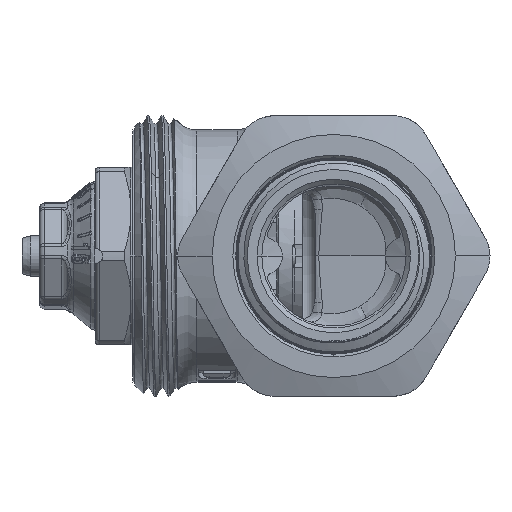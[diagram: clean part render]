
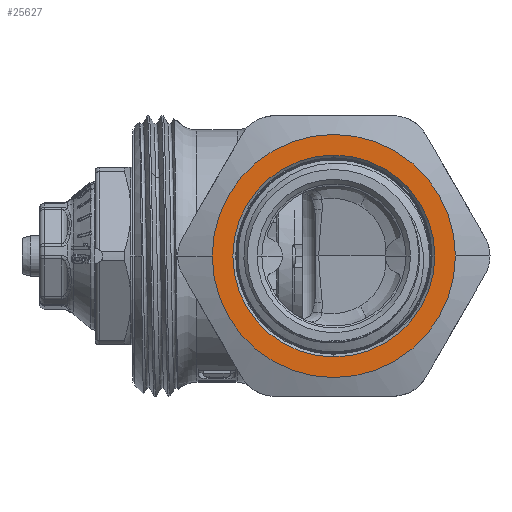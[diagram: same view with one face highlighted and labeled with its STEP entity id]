
A CAD part, left-side view. The second image highlights one B-rep face of the part: STEP entity #25627.
In plain terms, the highlighted planar face has unit normal (-1, 0, 0).
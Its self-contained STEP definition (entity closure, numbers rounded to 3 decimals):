
#4841=CARTESIAN_POINT('',(-35.7,0.,0.));
#4842=DIRECTION('',(-1.,0.,0.));
#4843=DIRECTION('',(0.,0.,-1.));
#4844=AXIS2_PLACEMENT_3D('',#4841,#4842,#4843);
#4859=CARTESIAN_POINT('',(-35.7,0.,0.));
#4860=DIRECTION('',(-1.,0.,0.));
#4861=DIRECTION('',(0.,1.,0.));
#4862=AXIS2_PLACEMENT_3D('',#4859,#4860,#4861);
#4864=CARTESIAN_POINT('',(-35.7,0.,0.));
#4865=DIRECTION('',(-1.,0.,0.));
#4866=DIRECTION('',(0.,-1.,0.));
#4867=AXIS2_PLACEMENT_3D('',#4864,#4865,#4866);
#5347=CARTESIAN_POINT('',(-35.7,0.,0.));
#5348=DIRECTION('',(-1.,0.,0.));
#5349=DIRECTION('',(0.,0.,1.));
#5350=AXIS2_PLACEMENT_3D('',#5347,#5348,#5349);
#20494=CARTESIAN_POINT('',(-35.7,0.,10.8));
#20495=CARTESIAN_POINT('',(-35.7,0.,-10.8));
#20496=VERTEX_POINT('',#20494);
#20497=VERTEX_POINT('',#20495);
#20502=CARTESIAN_POINT('',(-35.7,13.,0.));
#20503=CARTESIAN_POINT('',(-35.7,-13.,0.));
#20504=VERTEX_POINT('',#20502);
#20505=VERTEX_POINT('',#20503);
#25611=CARTESIAN_POINT('',(-35.7,0.,0.));
#25612=DIRECTION('',(1.,0.,0.));
#25613=DIRECTION('',(0.,-1.,0.));
#25614=AXIS2_PLACEMENT_3D('',#25611,#25612,#25613);
#25615=PLANE('',#25614);
#25617=ORIENTED_EDGE('',*,*,#25616,.F.);
#25619=ORIENTED_EDGE('',*,*,#25618,.F.);
#25620=EDGE_LOOP('',(#25617,#25619));
#25621=FACE_OUTER_BOUND('',#25620,.F.);
#25623=ORIENTED_EDGE('',*,*,#25622,.T.);
#25624=ORIENTED_EDGE('',*,*,#25601,.T.);
#25625=EDGE_LOOP('',(#25623,#25624));
#25626=FACE_BOUND('',#25625,.F.);
#25627=ADVANCED_FACE('',(#25621,#25626),#25615,.F.);
#4845=CIRCLE('',#4844,10.8);
#4863=CIRCLE('',#4862,13.);
#4868=CIRCLE('',#4867,13.);
#5351=CIRCLE('',#5350,10.8);
#25601=EDGE_CURVE('',#20497,#20496,#4845,.T.);
#25616=EDGE_CURVE('',#20504,#20505,#4863,.T.);
#25618=EDGE_CURVE('',#20505,#20504,#4868,.T.);
#25622=EDGE_CURVE('',#20496,#20497,#5351,.T.);
